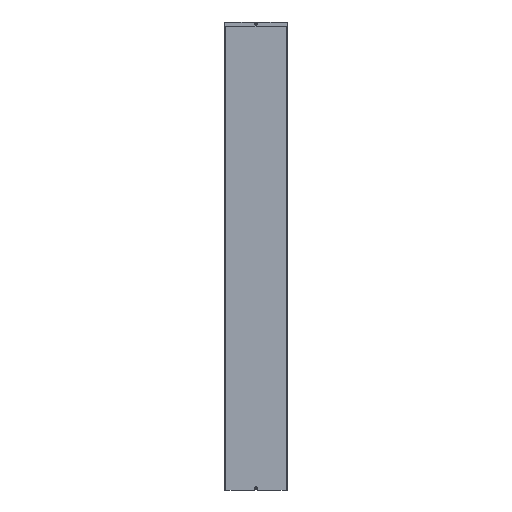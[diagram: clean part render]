
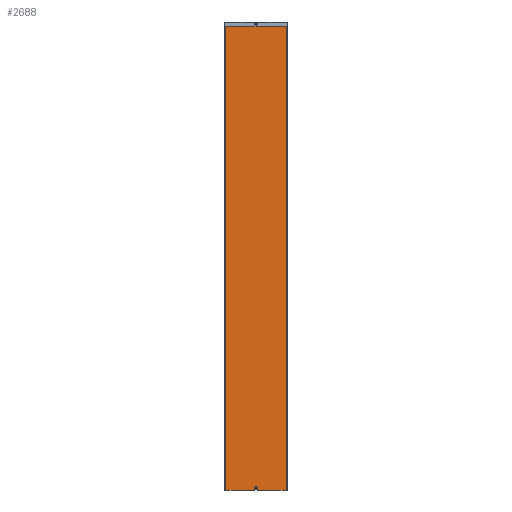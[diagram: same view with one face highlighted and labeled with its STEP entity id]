
A CAD part, front view. The second image highlights one B-rep face of the part: STEP entity #2688.
In plain terms, the highlighted planar face has unit normal (0, -1, 0).
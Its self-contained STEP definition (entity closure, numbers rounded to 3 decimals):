
#31 = VERTEX_POINT ( 'NONE', #455 ) ;
#92 = CARTESIAN_POINT ( 'NONE',  ( 10.5, 0., -2968.5 ) ) ;
#124 = LINE ( 'NONE', #3817, #5087 ) ;
#223 = ORIENTED_EDGE ( 'NONE', *, *, #7888, .T. ) ;
#304 = DIRECTION ( 'NONE',  ( 0., 1., 0. ) ) ;
#351 = CIRCLE ( 'NONE', #4729, 7.3 ) ;
#419 = EDGE_CURVE ( 'NONE', #8600, #31, #8321, .T. ) ;
#455 = CARTESIAN_POINT ( 'NONE',  ( -11.207, 0., -2968.793 ) ) ;
#475 = CARTESIAN_POINT ( 'NONE',  ( 0., 0., -2955. ) ) ;
#506 = DIRECTION ( 'NONE',  ( 0., 0., 1. ) ) ;
#513 = FACE_BOUND ( 'NONE', #8425, .T. ) ;
#545 = CARTESIAN_POINT ( 'NONE',  ( 11.207, 0., -2968.793 ) ) ;
#592 = CARTESIAN_POINT ( 'NONE',  ( -200., 0., -2969. ) ) ;
#600 = DIRECTION ( 'NONE',  ( 1., 0., 0. ) ) ;
#634 = ORIENTED_EDGE ( 'NONE', *, *, #4285, .T. ) ;
#653 = VERTEX_POINT ( 'NONE', #92 ) ;
#787 = ORIENTED_EDGE ( 'NONE', *, *, #7600, .F. ) ;
#870 = CARTESIAN_POINT ( 'NONE',  ( 0., 0., -2955. ) ) ;
#891 = CARTESIAN_POINT ( 'NONE',  ( 11.268, 0., -2968.854 ) ) ;
#936 = LINE ( 'NONE', #8647, #1113 ) ;
#948 = EDGE_CURVE ( 'NONE', #8512, #6736, #2631, .T. ) ;
#1113 = VECTOR ( 'NONE', #506, 1000. ) ;
#1161 = DIRECTION ( 'NONE',  ( 0., 0., 1. ) ) ;
#1239 = VERTEX_POINT ( 'NONE', #7894 ) ;
#1238 = VERTEX_POINT ( 'NONE', #2453 ) ;
#1243 = EDGE_CURVE ( 'NONE', #6535, #2253, #124, .T. ) ;
#1327 = LINE ( 'NONE', #3985, #3449 ) ;
#1367 = VERTEX_POINT ( 'NONE', #6134 ) ;
#1468 = CARTESIAN_POINT ( 'NONE',  ( -11.621, 0., -2968.5 ) ) ;
#1494 = EDGE_CURVE ( 'NONE', #7325, #653, #4444, .T. ) ;
#1496 = CARTESIAN_POINT ( 'NONE',  ( -200., 0., -2969. ) ) ;
#1556 = DIRECTION ( 'NONE',  ( 0., 0., 1. ) ) ;
#1595 = DIRECTION ( 'NONE',  ( 0., 0., 1. ) ) ;
#1729 = EDGE_CURVE ( 'NONE', #31, #7325, #2073, .T. ) ;
#1739 = CARTESIAN_POINT ( 'NONE',  ( -11.268, 0., -2968.854 ) ) ;
#1770 = ORIENTED_EDGE ( 'NONE', *, *, #6668, .T. ) ;
#1854 = CIRCLE ( 'NONE', #1967, 0.5 ) ;
#1884 = VECTOR ( 'NONE', #2753, 1000. ) ;
#1942 = LINE ( 'NONE', #2272, #2135 ) ;
#1967 = AXIS2_PLACEMENT_3D ( 'NONE', #6840, #7232, #3162 ) ;
#2051 = AXIS2_PLACEMENT_3D ( 'NONE', #1468, #6207, #2148 ) ;
#2063 = ORIENTED_EDGE ( 'NONE', *, *, #419, .T. ) ;
#2073 = CIRCLE ( 'NONE', #8197, 1. ) ;
#2126 = CARTESIAN_POINT ( 'NONE',  ( -200., 0., -2968.5 ) ) ;
#2135 = VECTOR ( 'NONE', #1595, 1000. ) ;
#2148 = DIRECTION ( 'NONE',  ( 1., 0., 0. ) ) ;
#2167 = ORIENTED_EDGE ( 'NONE', *, *, #5128, .T. ) ;
#2253 = VERTEX_POINT ( 'NONE', #891 ) ;
#2272 = CARTESIAN_POINT ( 'NONE',  ( -199., 0., -2969. ) ) ;
#2343 = CIRCLE ( 'NONE', #8488, 7.3 ) ;
#2373 = CARTESIAN_POINT ( 'NONE',  ( 200., 0., -2969. ) ) ;
#2453 = CARTESIAN_POINT ( 'NONE',  ( 0., 0., -2947.7 ) ) ;
#2485 = VERTEX_POINT ( 'NONE', #2529 ) ;
#2491 = EDGE_CURVE ( 'NONE', #2485, #3243, #936, .T. ) ;
#2529 = CARTESIAN_POINT ( 'NONE',  ( 199., 0., -2969. ) ) ;
#2631 = LINE ( 'NONE', #592, #4952 ) ;
#2668 = CARTESIAN_POINT ( 'NONE',  ( -199., 0., 0. ) ) ;
#2688 = ADVANCED_FACE ( 'NONE', ( #513, #7631 ), #6430, .T. ) ;
#2753 = DIRECTION ( 'NONE',  ( 0.707, 0., 0.707 ) ) ;
#2854 = DIRECTION ( 'NONE',  ( 1., 0., 0. ) ) ;
#2911 = ORIENTED_EDGE ( 'NONE', *, *, #948, .T. ) ;
#3099 = EDGE_CURVE ( 'NONE', #6736, #8600, #5541, .T. ) ;
#3162 = DIRECTION ( 'NONE',  ( 1., 0., 0. ) ) ;
#3243 = VERTEX_POINT ( 'NONE', #6352 ) ;
#3352 = VERTEX_POINT ( 'NONE', #3686 ) ;
#3378 = CIRCLE ( 'NONE', #6217, 1. ) ;
#3449 = VECTOR ( 'NONE', #600, 1000. ) ;
#3640 = VERTEX_POINT ( 'NONE', #3944 ) ;
#3686 = CARTESIAN_POINT ( 'NONE',  ( -199., 0., 0. ) ) ;
#3704 = DIRECTION ( 'NONE',  ( 0., -1., 0. ) ) ;
#3729 = CARTESIAN_POINT ( 'NONE',  ( 10.5, 0., -2969.5 ) ) ;
#3817 = CARTESIAN_POINT ( 'NONE',  ( 11.414, 0., -2969. ) ) ;
#3944 = CARTESIAN_POINT ( 'NONE',  ( 11.621, 0., -2969. ) ) ;
#3985 = CARTESIAN_POINT ( 'NONE',  ( 200., 0., 0. ) ) ;
#4285 = EDGE_CURVE ( 'NONE', #1239, #1238, #351, .T. ) ;
#4329 = ORIENTED_EDGE ( 'NONE', *, *, #1243, .T. ) ;
#4367 = CARTESIAN_POINT ( 'NONE',  ( -10.5, 0., -2969.5 ) ) ;
#4375 = CARTESIAN_POINT ( 'NONE',  ( -199., 0., -2969. ) ) ;
#4409 = DIRECTION ( 'NONE',  ( 0., 0., 1. ) ) ;
#4444 = LINE ( 'NONE', #2126, #7944 ) ;
#4508 = ORIENTED_EDGE ( 'NONE', *, *, #2491, .T. ) ;
#4729 = AXIS2_PLACEMENT_3D ( 'NONE', #870, #5617, #1556 ) ;
#4952 = VECTOR ( 'NONE', #6020, 1000. ) ;
#4974 = ORIENTED_EDGE ( 'NONE', *, *, #8228, .F. ) ;
#5042 = DIRECTION ( 'NONE',  ( 0., 0., 1. ) ) ;
#5087 = VECTOR ( 'NONE', #7194, 1000. ) ;
#5128 = EDGE_CURVE ( 'NONE', #1238, #1239, #2343, .T. ) ;
#5214 = DIRECTION ( 'NONE',  ( 0., 1., 0. ) ) ;
#5541 = CIRCLE ( 'NONE', #2051, 0.5 ) ;
#5559 = EDGE_LOOP ( 'NONE', ( #4329, #1770, #223, #4508, #787, #4974, #6755, #2911, #6024, #2063, #6743, #5940, #7446 ) ) ;
#5617 = DIRECTION ( 'NONE',  ( 0., 1., 0. ) ) ;
#5940 = ORIENTED_EDGE ( 'NONE', *, *, #1494, .T. ) ;
#6020 = DIRECTION ( 'NONE',  ( 1., 0., 0. ) ) ;
#6024 = ORIENTED_EDGE ( 'NONE', *, *, #3099, .T. ) ;
#6134 = CARTESIAN_POINT ( 'NONE',  ( 0., 0., 0. ) ) ;
#6207 = DIRECTION ( 'NONE',  ( 0., -1., 0. ) ) ;
#6217 = AXIS2_PLACEMENT_3D ( 'NONE', #3729, #8487, #4409 ) ;
#6331 = CARTESIAN_POINT ( 'NONE',  ( -10.5, 0., -2968.5 ) ) ;
#6352 = CARTESIAN_POINT ( 'NONE',  ( 199., 0., 0. ) ) ;
#6392 = EDGE_CURVE ( 'NONE', #653, #6535, #3378, .T. ) ;
#6430 = PLANE ( 'NONE',  #6761 ) ;
#6535 = VERTEX_POINT ( 'NONE', #545 ) ;
#6668 = EDGE_CURVE ( 'NONE', #2253, #3640, #1854, .T. ) ;
#6719 = DIRECTION ( 'NONE',  ( 1., 0., 0. ) ) ;
#6736 = VERTEX_POINT ( 'NONE', #7995 ) ;
#6743 = ORIENTED_EDGE ( 'NONE', *, *, #1729, .T. ) ;
#6755 = ORIENTED_EDGE ( 'NONE', *, *, #8382, .F. ) ;
#6761 = AXIS2_PLACEMENT_3D ( 'NONE', #2373, #3704, #7809 ) ;
#6807 = CARTESIAN_POINT ( 'NONE',  ( -11.414, 0., -2969. ) ) ;
#6840 = CARTESIAN_POINT ( 'NONE',  ( 11.621, 0., -2968.5 ) ) ;
#6895 = DIRECTION ( 'NONE',  ( 1., 0., 0. ) ) ;
#7194 = DIRECTION ( 'NONE',  ( 0.707, 0., -0.707 ) ) ;
#7232 = DIRECTION ( 'NONE',  ( 0., -1., 0. ) ) ;
#7325 = VERTEX_POINT ( 'NONE', #6331 ) ;
#7404 = LINE ( 'NONE', #1496, #8514 ) ;
#7446 = ORIENTED_EDGE ( 'NONE', *, *, #6392, .T. ) ;
#7600 = EDGE_CURVE ( 'NONE', #1367, #3243, #8761, .T. ) ;
#7631 = FACE_OUTER_BOUND ( 'NONE', #5559, .T. ) ;
#7809 = DIRECTION ( 'NONE',  ( 1., 0., 0. ) ) ;
#7888 = EDGE_CURVE ( 'NONE', #3640, #2485, #7404, .T. ) ;
#7894 = CARTESIAN_POINT ( 'NONE',  ( 0., 0., -2962.3 ) ) ;
#7944 = VECTOR ( 'NONE', #6895, 1000. ) ;
#7995 = CARTESIAN_POINT ( 'NONE',  ( -11.621, 0., -2969. ) ) ;
#8197 = AXIS2_PLACEMENT_3D ( 'NONE', #4367, #304, #5042 ) ;
#8228 = EDGE_CURVE ( 'NONE', #3352, #1367, #1327, .T. ) ;
#8321 = LINE ( 'NONE', #6807, #1884 ) ;
#8382 = EDGE_CURVE ( 'NONE', #8512, #3352, #1942, .T. ) ;
#8425 = EDGE_LOOP ( 'NONE', ( #2167, #634 ) ) ;
#8445 = VECTOR ( 'NONE', #6719, 1000. ) ;
#8487 = DIRECTION ( 'NONE',  ( 0., 1., 0. ) ) ;
#8488 = AXIS2_PLACEMENT_3D ( 'NONE', #475, #5214, #1161 ) ;
#8512 = VERTEX_POINT ( 'NONE', #4375 ) ;
#8514 = VECTOR ( 'NONE', #2854, 1000. ) ;
#8600 = VERTEX_POINT ( 'NONE', #1739 ) ;
#8647 = CARTESIAN_POINT ( 'NONE',  ( 199., 0., -2969. ) ) ;
#8761 = LINE ( 'NONE', #2668, #8445 ) ;
